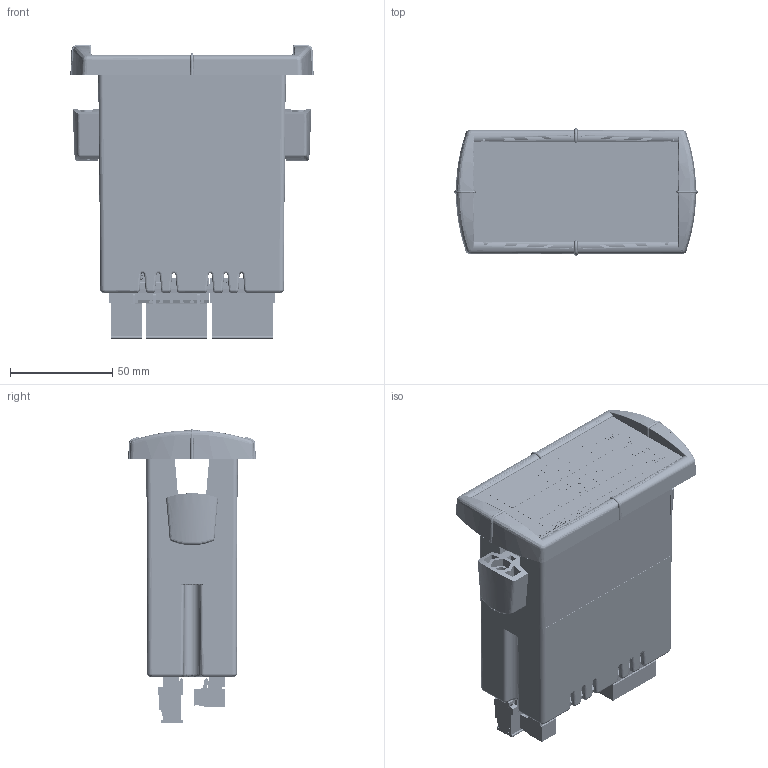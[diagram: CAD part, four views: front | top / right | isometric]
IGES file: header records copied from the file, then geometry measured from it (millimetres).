
Start section: SolidWorks IGES file using analytic representation for surfaces
Global section: file name: PD6210.IGS; native system: SolidWorks 2016; preprocessor: SolidWorks 2016; author: sbavar; date: 160817.135748; units: millimetre
Bounding box: 118.9 x 62.41 x 143.86 mm (x, y, z)
Surface area: 126523.4 mm2 (no closed solid volume)
Topology: 0 solids, 0 shells, 5575 faces, 43850 edges, 43839 vertices
Faces by surface type: bspline 4532, revolution 1043
